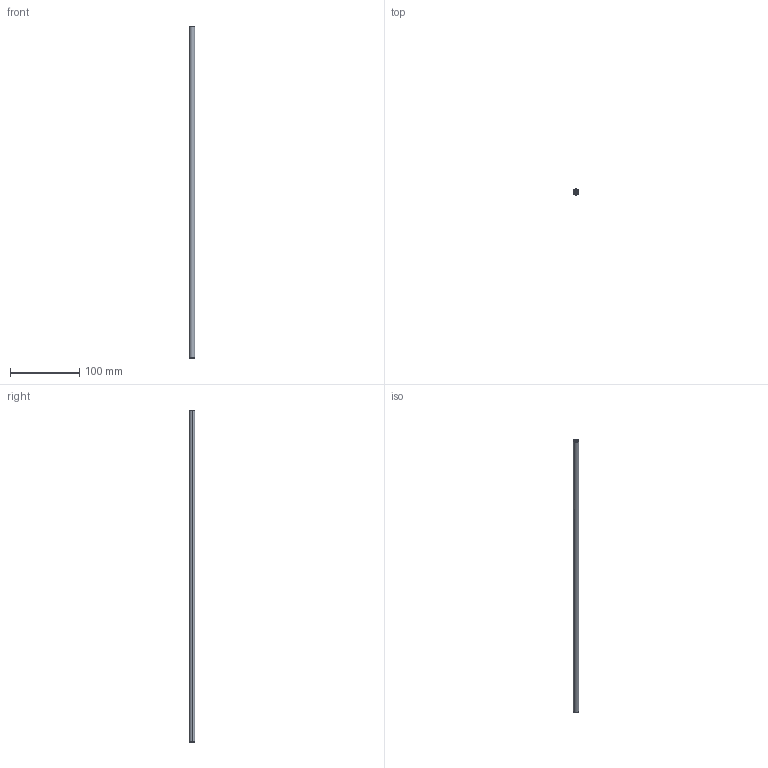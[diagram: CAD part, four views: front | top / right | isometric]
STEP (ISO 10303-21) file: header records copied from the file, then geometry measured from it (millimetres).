
FILE_DESCRIPTION (( 'STEP AP214' ), '1' );
FILE_NAME ('Shaft D8｡ﾁ480mm-Hｹ籔皀ｨｴﾋﾃ貭ﾝﾎﾆｿﾗ｣ｩ.step', '2016-10-28T04:18:54', ( 'dell' ), ( '' ), 'SwSTEP 2.0', 'SolidWorks 2013', '' );
FILE_SCHEMA (( 'AUTOMOTIVE_DESIGN' ));
Length unit declared in the file: millimetre
Products named in the file (1): Shaft D8×480mm-H光轴（带端面螺纹孔）
Bounding box: 8 x 8 x 480 mm (x, y, z)
Volume: 23919 mm3; surface area: 12390.2 mm2
Topology: 1 solids, 1 shells, 16 faces, 34 edges, 18 vertices
Faces by surface type: cone 8, cylinder 6, plane 2
Entity records: 480 total; most frequent: DIRECTION 80, CARTESIAN_POINT 65, ORIENTED_EDGE 60, AXIS2_PLACEMENT_3D 33, EDGE_CURVE 30, VERTEX_POINT 18, EDGE_LOOP 18, ADVANCED_FACE 16
